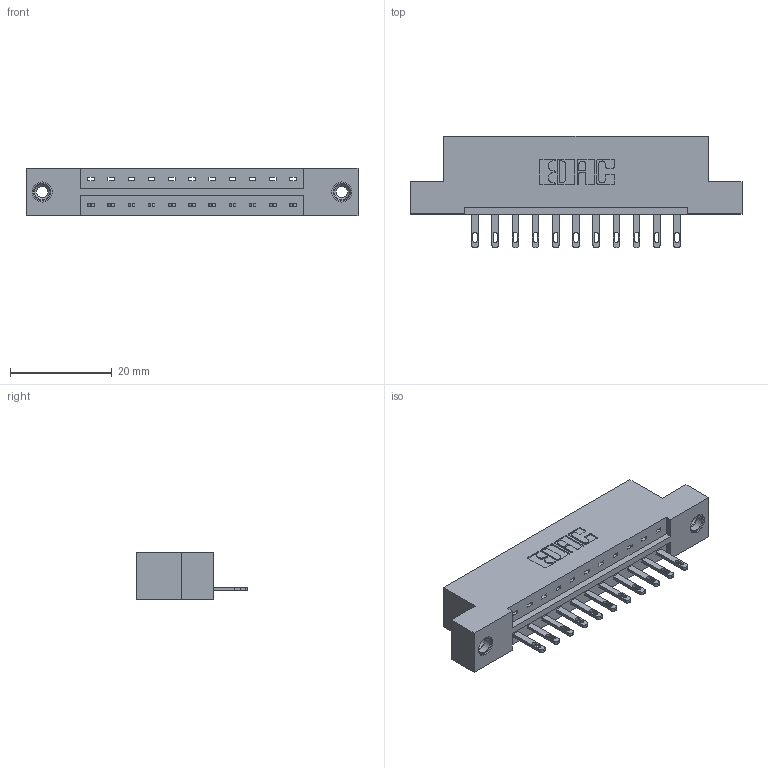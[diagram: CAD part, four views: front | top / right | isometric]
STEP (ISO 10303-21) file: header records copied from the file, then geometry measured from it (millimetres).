
FILE_DESCRIPTION (( 'STEP AP203' ), '1' );
FILE_NAME ('833-011-500-108.STEP', '2020-05-30T19:13:25', ( '' ), ( '' ), 'SwSTEP 2.0', 'SolidWorks 2020', '' );
FILE_SCHEMA (( 'CONFIG_CONTROL_DESIGN' ));
Length unit declared in the file: inch
Products named in the file (4): 833 Part_Flush - .156 Dia - TI; 345-250-001_345-250-003-102; 345-292-001_345-293-100; 833-011-500-108
Assembly tree (14 placements, depth 2):
  833-011-500-108
    833 Part_Flush - .156 Dia - TI
    345-292-001_345-293-100  x11
    345-250-001_345-250-003-102  x2
Bounding box: 65.13 x 21.85 x 9.4 mm (x, y, z)
Volume: 6287.2 mm3; surface area: 6652.2 mm2
Topology: 14 solids, 14 shells, 768 faces, 2295 edges, 1522 vertices
Faces by surface type: plane 498, cylinder 254, cone 12, torus 4
Entity records: 11850 total; most frequent: CARTESIAN_POINT 2030, ORIENTED_EDGE 1970, DIRECTION 1809, EDGE_CURVE 985, VECTOR 833, LINE 833, VERTEX_POINT 652, AXIS2_PLACEMENT_3D 488
